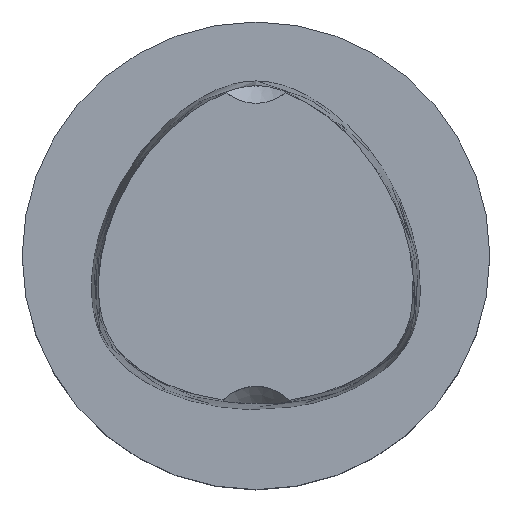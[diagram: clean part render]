
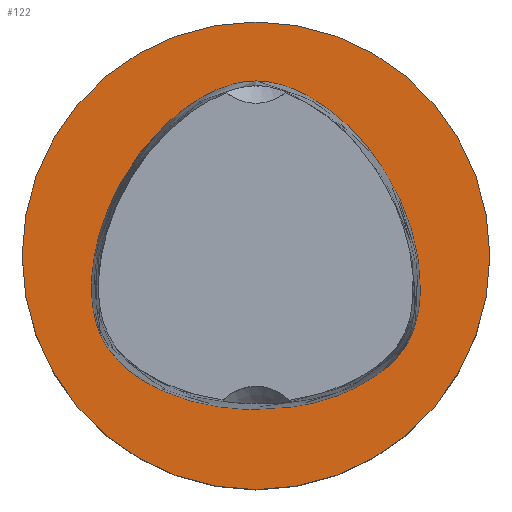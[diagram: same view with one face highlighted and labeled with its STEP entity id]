
A CAD part, top view. The second image highlights one B-rep face of the part: STEP entity #122.
In plain terms, the highlighted planar face has unit normal (0, 0, 1).
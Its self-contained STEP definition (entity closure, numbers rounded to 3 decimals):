
#63=EDGE_CURVE('240[2]',#167,#167,#168,.T.);
#85=EDGE_CURVE('240[2]',#159,#159,#201,.T.);
#122=ADVANCED_FACE('240[2]',(#250,#251),#252,.T.);
#159=VERTEX_POINT('',#285);
#167=VERTEX_POINT('',#326);
#168=CIRCLE('',#327,24.99);
#201=B_SPLINE_CURVE_WITH_KNOTS('',3,(#1369,#1370,#1371,#1372,#1373,#1374,#1375,#1376,#1377,#1378,#1379,#1380,#1381,#1382,#1383,#1384,#1385,#1386,#1387,#1388,#1389,#1390,#1391,#1392,#1393,#1394,#1395,#1396,#1397,#1398,#1399,#1400,#1401,#1402,#1403,#1404,#1405,#1406,#1407,#1408,#1409,#1410,#1411,#1412,#1413,#1414,#1415,#1416,#1417,#1418),.UNSPECIFIED.,.T.,.F.,(4,2,2,2,2,2,2,2,2,2,2,2,2,2,2,2,2,2,2,2,2,2,2,2,4),(0.0,10.573,15.48,17.942,19.829,22.281,24.781,27.037,28.014,28.819,29.843,30.934,31.673,32.141,33.291,33.736,34.269,34.957,35.613,36.174,36.854,37.682,38.191,38.626,39.537),.UNSPECIFIED.);
#250=FACE_BOUND('',#1527,.T.);
#251=FACE_OUTER_BOUND('',#1528,.T.);
#252=PLANE('',#1529);
#285=CARTESIAN_POINT('',(0.001,18.694,0.0));
#326=CARTESIAN_POINT('',(0.,24.99,0.));
#327=AXIS2_PLACEMENT_3D('',#1565,#1566,#1567);
#1369=CARTESIAN_POINT('',(-13.909,8.803,0.0));
#1370=CARTESIAN_POINT('',(-12.072,11.81,0.));
#1371=CARTESIAN_POINT('',(-9.843,14.131,0.));
#1372=CARTESIAN_POINT('',(-6.472,16.593,0.));
#1373=CARTESIAN_POINT('',(-4.888,17.605,0.));
#1374=CARTESIAN_POINT('',(-2.138,18.483,0.));
#1375=CARTESIAN_POINT('',(-0.77,18.787,0.));
#1376=CARTESIAN_POINT('',(1.824,18.573,0.));
#1377=CARTESIAN_POINT('',(2.923,18.261,0.));
#1378=CARTESIAN_POINT('',(5.187,17.353,0.));
#1379=CARTESIAN_POINT('',(6.786,16.493,0.));
#1380=CARTESIAN_POINT('',(10.302,13.593,0.));
#1381=CARTESIAN_POINT('',(12.34,11.451,0.));
#1382=CARTESIAN_POINT('',(15.661,5.856,0.));
#1383=CARTESIAN_POINT('',(16.894,2.718,0.));
#1384=CARTESIAN_POINT('',(17.577,-2.023,0.));
#1385=CARTESIAN_POINT('',(17.719,-3.988,0.));
#1386=CARTESIAN_POINT('',(17.044,-7.733,0.));
#1387=CARTESIAN_POINT('',(16.524,-8.83,0.));
#1388=CARTESIAN_POINT('',(15.285,-10.766,0.));
#1389=CARTESIAN_POINT('',(14.438,-11.601,0.));
#1390=CARTESIAN_POINT('',(12.573,-13.065,0.));
#1391=CARTESIAN_POINT('',(11.063,-14.051,0.));
#1392=CARTESIAN_POINT('',(7.23,-15.495,0.));
#1393=CARTESIAN_POINT('',(5.767,-15.86,0.));
#1394=CARTESIAN_POINT('',(3.667,-16.19,0.));
#1395=CARTESIAN_POINT('',(2.925,-16.258,0.));
#1396=CARTESIAN_POINT('',(0.351,-16.494,0.));
#1397=CARTESIAN_POINT('',(-0.366,-16.492,0.));
#1398=CARTESIAN_POINT('',(-2.635,-16.288,0.));
#1399=CARTESIAN_POINT('',(-3.34,-16.216,0.));
#1400=CARTESIAN_POINT('',(-4.42,-16.076,0.));
#1401=CARTESIAN_POINT('',(-5.819,-15.878,0.));
#1402=CARTESIAN_POINT('',(-9.946,-14.6,0.));
#1403=CARTESIAN_POINT('',(-11.759,-13.642,0.));
#1404=CARTESIAN_POINT('',(-14.601,-11.51,0.));
#1405=CARTESIAN_POINT('',(-15.444,-10.519,0.));
#1406=CARTESIAN_POINT('',(-16.547,-8.746,0.));
#1407=CARTESIAN_POINT('',(-17.032,-7.685,0.));
#1408=CARTESIAN_POINT('',(-17.687,-4.345,0.));
#1409=CARTESIAN_POINT('',(-17.626,-2.617,0.));
#1410=CARTESIAN_POINT('',(-17.222,0.688,0.));
#1411=CARTESIAN_POINT('',(-16.782,2.423,0.));
#1412=CARTESIAN_POINT('',(-15.851,5.014,0.));
#1413=CARTESIAN_POINT('',(-15.503,5.801,0.));
#1414=CARTESIAN_POINT('',(-14.903,7.046,0.));
#1415=CARTESIAN_POINT('',(-14.72,7.384,0.));
#1416=CARTESIAN_POINT('',(-14.265,8.22,0.));
#1417=CARTESIAN_POINT('',(-14.068,8.544,0.));
#1418=CARTESIAN_POINT('',(-13.909,8.803,0.0));
#1527=EDGE_LOOP('',(#1657));
#1528=EDGE_LOOP('',(#1658));
#1529=AXIS2_PLACEMENT_3D('',#1659,#1660,#1661);
#1565=CARTESIAN_POINT('',(0.0,0.0,0.0));
#1566=DIRECTION('',(0.,0.,1.0));
#1567=DIRECTION('',(0.,1.0,0.));
#1657=ORIENTED_EDGE('',*,*,#85,.T.);
#1658=ORIENTED_EDGE('',*,*,#63,.T.);
#1659=CARTESIAN_POINT('',(0.,12.495,0.));
#1660=DIRECTION('',(0.,0.,1.0));
#1661=DIRECTION('',(1.0,0.,0.0));
